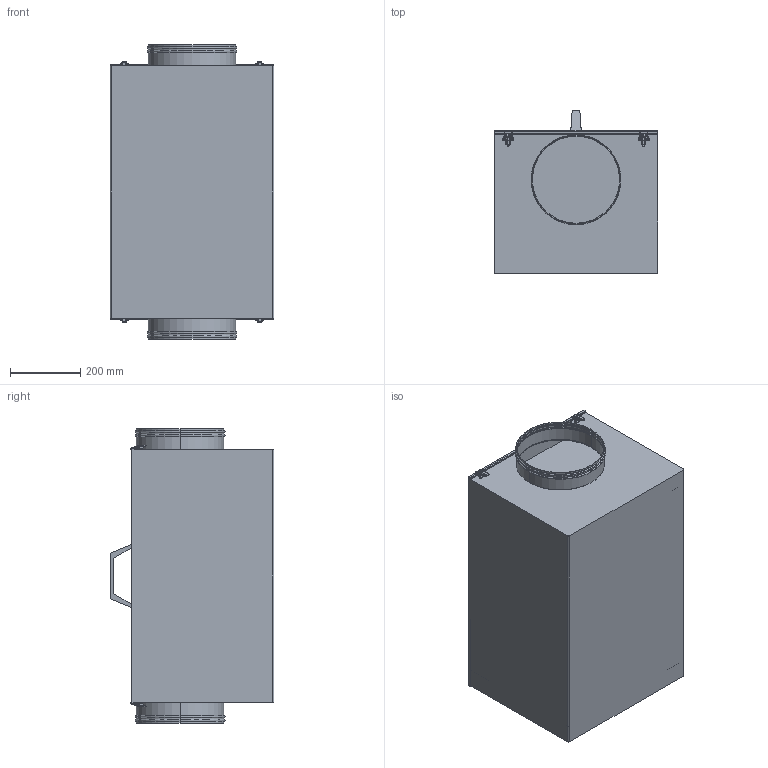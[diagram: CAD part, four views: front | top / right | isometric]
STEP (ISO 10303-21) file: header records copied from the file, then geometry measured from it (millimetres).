
FILE_DESCRIPTION (( 'STEP AP214' ), '1' );
FILE_NAME ('ECR_25.step', '2009-04-27T05:41:07', ( 'Wolfgang Schmidt' ), ( 'WS-KO' ), 'SwSTEP 2.0', 'SolidWorks 2008', '' );
FILE_SCHEMA (( 'AUTOMOTIVE_DESIGN' ));
Length unit declared in the file: millimetre
Products named in the file (1): ECR_25
Bounding box: 466 x 466 x 838 mm (x, y, z)
Surface area: 2452706.6 mm2 (no closed solid volume)
Topology: 0 solids, 27 shells, 300 faces, 1020 edges, 732 vertices
Faces by surface type: cylinder 130, plane 106, torus 64
Entity records: 14790 total; most frequent: CARTESIAN_POINT 2343, DIRECTION 2120, ORIENTED_EDGE 1638, EDGE_CURVE 1020, AXIS2_PLACEMENT_3D 841, VERTEX_POINT 732, CIRCLE 540, VECTOR 438
